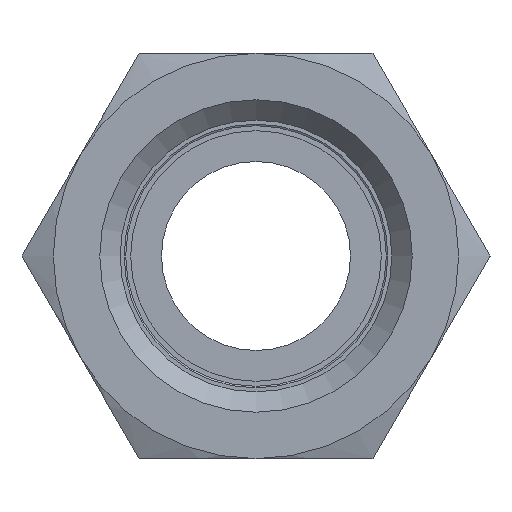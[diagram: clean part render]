
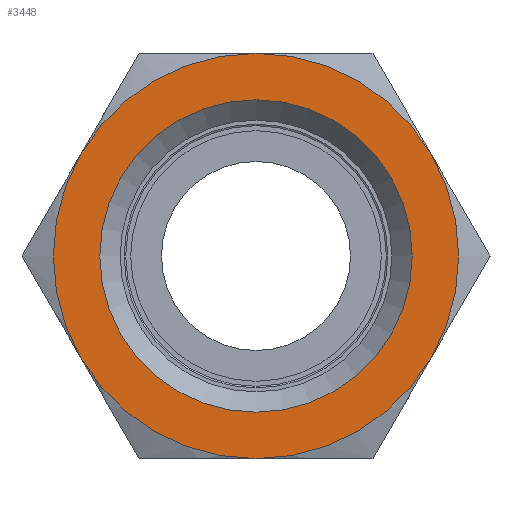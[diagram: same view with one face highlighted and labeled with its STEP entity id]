
A CAD part, left-side view. The second image highlights one B-rep face of the part: STEP entity #3448.
In plain terms, the highlighted planar face has unit normal (-1, 0, 0).
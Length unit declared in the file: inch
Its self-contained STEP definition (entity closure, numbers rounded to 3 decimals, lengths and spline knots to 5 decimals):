
#2944=CARTESIAN_POINT('',(0.,0.,0.6875));
#2945=VERTEX_POINT('',#2944);
#3333=CARTESIAN_POINT('',(0.0,-0.53,0.));
#3334=VERTEX_POINT('',#3333);
#3335=CARTESIAN_POINT('',(0.0,0.,0.));
#3336=DIRECTION('',(-1.0,0.0,0.0));
#3337=DIRECTION('',(0.0,1.0,0.0));
#3338=AXIS2_PLACEMENT_3D('',#3335,#3336,#3337);
#3339=CIRCLE('',#3338,0.53);
#3340=EDGE_CURVE('',#3334,#3334,#3339,.T.);
#3386=CARTESIAN_POINT('',(0.0,0.,0.));
#3387=DIRECTION('',(1.0,0.0,0.0));
#3388=DIRECTION('',(0.0,0.0,-1.0));
#3389=AXIS2_PLACEMENT_3D('',#3386,#3387,#3388);
#3390=PLANE('',#3389);
#3391=CARTESIAN_POINT('',(0.,0.59539,0.34375));
#3392=VERTEX_POINT('',#3391);
#3393=CARTESIAN_POINT('',(0.,0.59539,-0.34375));
#3394=VERTEX_POINT('',#3393);
#3395=CARTESIAN_POINT('',(0.0,0.0,0.0));
#3396=DIRECTION('',(-1.0,0.0,0.0));
#3397=DIRECTION('',(0.0,1.0,0.0));
#3398=AXIS2_PLACEMENT_3D('',#3395,#3396,#3397);
#3399=CIRCLE('',#3398,0.6875);
#3400=EDGE_CURVE('',#3392,#3394,#3399,.T.);
#3401=ORIENTED_EDGE('',*,*,#3400,.T.);
#3402=CARTESIAN_POINT('',(0.,0.0,-0.6875));
#3403=VERTEX_POINT('',#3402);
#3404=CARTESIAN_POINT('',(0.0,0.0,0.0));
#3405=DIRECTION('',(-1.0,0.0,0.0));
#3406=DIRECTION('',(0.0,1.0,0.0));
#3407=AXIS2_PLACEMENT_3D('',#3404,#3405,#3406);
#3408=CIRCLE('',#3407,0.6875);
#3409=EDGE_CURVE('',#3394,#3403,#3408,.T.);
#3410=ORIENTED_EDGE('',*,*,#3409,.T.);
#3411=CARTESIAN_POINT('',(0.,-0.59539,-0.34375));
#3412=VERTEX_POINT('',#3411);
#3413=CARTESIAN_POINT('',(0.0,0.0,0.0));
#3414=DIRECTION('',(-1.0,0.0,0.0));
#3415=DIRECTION('',(0.0,1.0,0.0));
#3416=AXIS2_PLACEMENT_3D('',#3413,#3414,#3415);
#3417=CIRCLE('',#3416,0.6875);
#3418=EDGE_CURVE('',#3403,#3412,#3417,.T.);
#3419=ORIENTED_EDGE('',*,*,#3418,.T.);
#3420=CARTESIAN_POINT('',(0.,-0.59539,0.34375));
#3421=VERTEX_POINT('',#3420);
#3422=CARTESIAN_POINT('',(0.0,0.0,0.0));
#3423=DIRECTION('',(-1.0,0.0,0.0));
#3424=DIRECTION('',(0.0,1.0,0.0));
#3425=AXIS2_PLACEMENT_3D('',#3422,#3423,#3424);
#3426=CIRCLE('',#3425,0.6875);
#3427=EDGE_CURVE('',#3412,#3421,#3426,.T.);
#3428=ORIENTED_EDGE('',*,*,#3427,.T.);
#3429=CARTESIAN_POINT('',(0.0,0.0,0.0));
#3430=DIRECTION('',(-1.0,0.0,0.0));
#3431=DIRECTION('',(0.0,1.0,0.0));
#3432=AXIS2_PLACEMENT_3D('',#3429,#3430,#3431);
#3433=CIRCLE('',#3432,0.6875);
#3434=EDGE_CURVE('',#3421,#2945,#3433,.T.);
#3435=ORIENTED_EDGE('',*,*,#3434,.T.);
#3436=CARTESIAN_POINT('',(0.0,0.0,0.0));
#3437=DIRECTION('',(-1.0,0.0,0.0));
#3438=DIRECTION('',(0.0,1.0,0.0));
#3439=AXIS2_PLACEMENT_3D('',#3436,#3437,#3438);
#3440=CIRCLE('',#3439,0.6875);
#3441=EDGE_CURVE('',#2945,#3392,#3440,.T.);
#3442=ORIENTED_EDGE('',*,*,#3441,.T.);
#3443=EDGE_LOOP('',(#3401,#3410,#3419,#3428,#3435,#3442));
#3444=FACE_OUTER_BOUND('',#3443,.T.);
#3445=ORIENTED_EDGE('',*,*,#3340,.F.);
#3446=EDGE_LOOP('',(#3445));
#3447=FACE_BOUND('',#3446,.T.);
#3448=ADVANCED_FACE('',(#3444,#3447),#3390,.F.);
